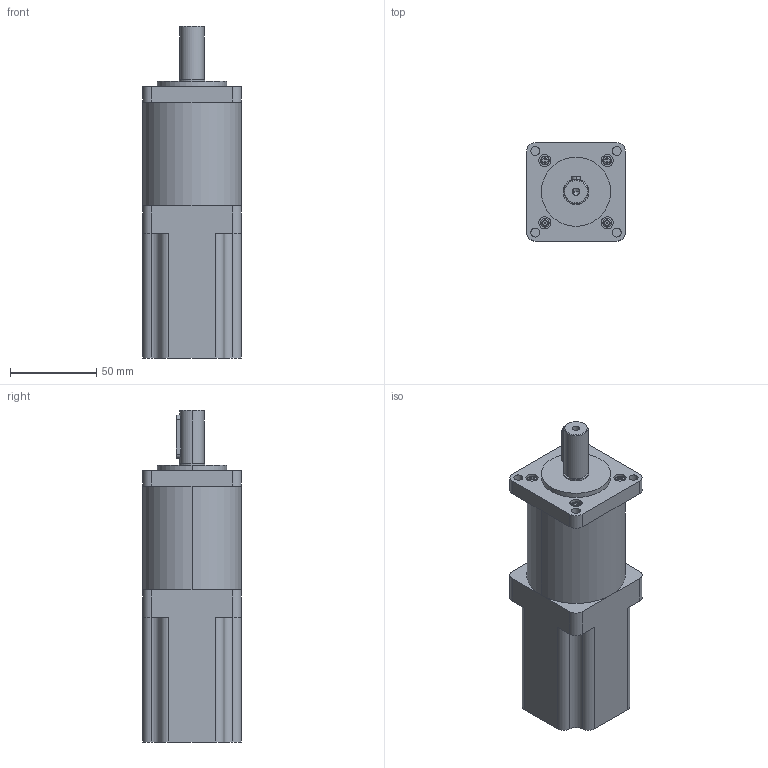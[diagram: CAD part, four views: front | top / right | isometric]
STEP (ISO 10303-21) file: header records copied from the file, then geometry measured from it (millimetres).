
FILE_DESCRIPTION (( 'STEP AP203' ), '1' );
FILE_NAME ('57SG2400-020.STEP', '2021-07-23T08:29:59', ( '微软用户' ), ( '微软中国' ), 'SwSTEP 2.0', 'SolidWorks 2016', '' );
FILE_SCHEMA (( 'CONFIG_CONTROL_DESIGN' ));
Length unit declared in the file: millimetre
Products named in the file (1): 57SG2400-020
Bounding box: 57 x 57 x 192 mm (x, y, z)
Volume: 445180.3 mm3; surface area: 41383.8 mm2
Topology: 1 solids, 1 shells, 170 faces, 444 edges, 287 vertices
Faces by surface type: plane 100, cylinder 58, torus 8, cone 4
Entity records: 5517 total; most frequent: CARTESIAN_POINT 1240, ORIENTED_EDGE 884, DIRECTION 866, EDGE_CURVE 442, AXIS2_PLACEMENT_3D 313, VERTEX_POINT 287, LINE 240, VECTOR 240
